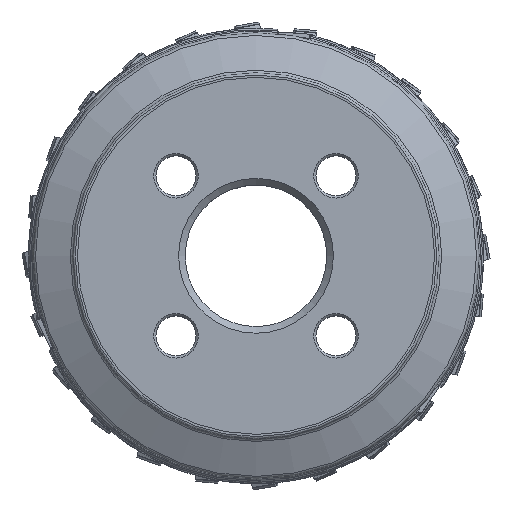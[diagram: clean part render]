
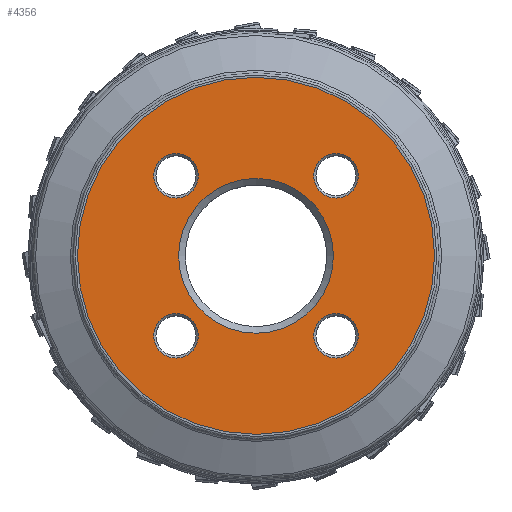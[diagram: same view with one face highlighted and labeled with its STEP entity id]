
A CAD part, top view. The second image highlights one B-rep face of the part: STEP entity #4356.
In plain terms, the highlighted planar face has unit normal (0, 0, 1).
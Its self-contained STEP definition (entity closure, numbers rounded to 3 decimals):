
#2503=FACE_BOUND('',#8878,.T.);
#2504=FACE_BOUND('',#8879,.T.);
#2505=FACE_BOUND('',#8880,.T.);
#2506=FACE_BOUND('',#8881,.T.);
#2507=FACE_BOUND('',#8882,.T.);
#2508=FACE_BOUND('',#8883,.T.);
#4356=ADVANCED_FACE('CU_BACK_F001',(#2503,#2504,#2505,#2506,#2507,#2508),
#6195,.T.);
#6195=PLANE('',#35271);
#8878=EDGE_LOOP('',(#13076));
#8879=EDGE_LOOP('',(#13077));
#8880=EDGE_LOOP('',(#13078));
#8881=EDGE_LOOP('',(#13079));
#8882=EDGE_LOOP('',(#13080));
#8883=EDGE_LOOP('',(#13081));
#11198=CIRCLE('',#35265,10.);
#11199=CIRCLE('',#35266,10.);
#11200=CIRCLE('',#35267,10.);
#11201=CIRCLE('',#35268,10.);
#11202=CIRCLE('',#35269,80.165);
#11203=CIRCLE('',#35270,34.757);
#13076=ORIENTED_EDGE('',*,*,#26115,.T.);
#13077=ORIENTED_EDGE('',*,*,#26116,.T.);
#13078=ORIENTED_EDGE('',*,*,#26117,.T.);
#13079=ORIENTED_EDGE('',*,*,#26118,.T.);
#13080=ORIENTED_EDGE('',*,*,#26119,.F.);
#13081=ORIENTED_EDGE('',*,*,#26120,.T.);
#22674=VERTEX_POINT('',#52910);
#22675=VERTEX_POINT('',#52912);
#22676=VERTEX_POINT('',#52914);
#22677=VERTEX_POINT('',#52916);
#22678=VERTEX_POINT('',#52918);
#22679=VERTEX_POINT('',#52920);
#26115=EDGE_CURVE('',#22674,#22674,#11198,.T.);
#26116=EDGE_CURVE('',#22675,#22675,#11199,.T.);
#26117=EDGE_CURVE('',#22676,#22676,#11200,.T.);
#26118=EDGE_CURVE('',#22677,#22677,#11201,.T.);
#26119=EDGE_CURVE('',#22678,#22678,#11202,.T.);
#26120=EDGE_CURVE('',#22679,#22679,#11203,.T.);
#35265=AXIS2_PLACEMENT_3D('',#52909,#39967,#39968);
#35266=AXIS2_PLACEMENT_3D('',#52911,#39969,#39970);
#35267=AXIS2_PLACEMENT_3D('',#52913,#39971,#39972);
#35268=AXIS2_PLACEMENT_3D('',#52915,#39973,#39974);
#35269=AXIS2_PLACEMENT_3D('',#52917,#39975,#39976);
#35270=AXIS2_PLACEMENT_3D('',#52919,#39977,#39978);
#35271=AXIS2_PLACEMENT_3D('',#52921,#39979,#39980);
#39967=DIRECTION('',(0.,0.,-1.));
#39968=DIRECTION('',(-0.175,0.985,0.));
#39969=DIRECTION('',(0.,0.,-1.));
#39970=DIRECTION('',(-0.175,0.985,0.));
#39971=DIRECTION('',(0.,0.,-1.));
#39972=DIRECTION('',(-0.175,0.985,0.));
#39973=DIRECTION('',(0.,0.,-1.));
#39974=DIRECTION('',(-0.175,0.985,0.));
#39975=DIRECTION('',(0.,0.,-1.));
#39976=DIRECTION('',(-0.175,0.985,0.));
#39977=DIRECTION('',(0.,0.,-1.));
#39978=DIRECTION('',(-0.175,0.985,0.));
#39979=DIRECTION('',(0.,0.,1.));
#39980=DIRECTION('',(-0.175,0.985,0.));
#52909=CARTESIAN_POINT('',(-35.921,35.921,0.));
#52910=CARTESIAN_POINT('',(-37.668,45.767,0.));
#52911=CARTESIAN_POINT('',(-35.921,-35.921,0.));
#52912=CARTESIAN_POINT('',(-37.668,-26.075,0.));
#52913=CARTESIAN_POINT('',(35.921,35.921,0.));
#52914=CARTESIAN_POINT('',(34.174,45.767,0.));
#52915=CARTESIAN_POINT('',(35.921,-35.921,0.));
#52916=CARTESIAN_POINT('',(34.174,-26.075,0.));
#52917=CARTESIAN_POINT('',(0.,0.,
0.));
#52918=CARTESIAN_POINT('',(-14.003,78.932,0.));
#52919=CARTESIAN_POINT('',(0.,0.,
0.));
#52920=CARTESIAN_POINT('',(-6.071,34.223,0.));
#52921=CARTESIAN_POINT('',(-34.758,0.,0.));
